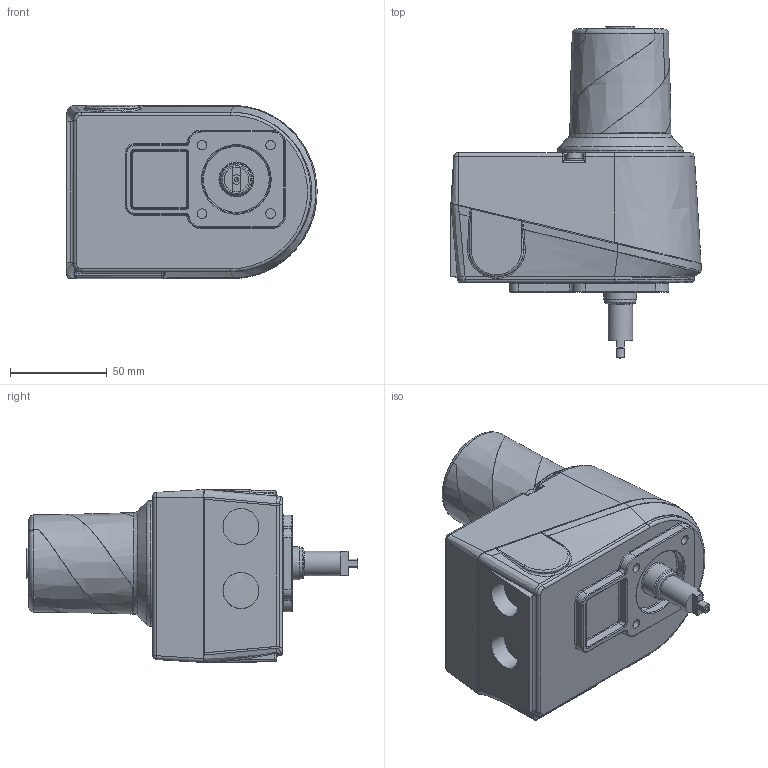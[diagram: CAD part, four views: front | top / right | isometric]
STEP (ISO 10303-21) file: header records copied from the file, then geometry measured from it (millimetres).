
FILE_DESCRIPTION(/* description */ (''),/* implementation_level */ '2;1');
FILE_NAME(/* name */ 'K7L-XXW.stp',/* time_stamp */ '2020-12-23T11:23:43-05:00',/* author */ ('sdehart'),/* organization */ (''),/* preprocessor_version */ 'ST-DEVELOPER v16.13',/* originating_system */ 'Autodesk Inventor 2018',/* authorisation */ '');
FILE_SCHEMA (('AUTOMOTIVE_DESIGN { 1 0 10303 214 3 1 1 }'));
Length unit declared in the file: inch
Products named in the file (3): K7L-XXW; BLACK BASE; BLACK LID
Assembly tree (2 placements, depth 2):
  K7L-XXW
    BLACK BASE
    BLACK LID
Bounding box: 129.19 x 171.46 x 89.4 mm (x, y, z)
Volume: 850490.3 mm3; surface area: 85891.8 mm2
Topology: 2 solids, 2 shells, 413 faces, 1008 edges, 617 vertices
Faces by surface type: plane 135, cylinder 133, bspline 87, torus 39, cone 16, sphere 3
Full cylindrical faces by diameter (mm): 2 x1, 4.2 x2, 4.459 x2, 4.917 x4, 5.2 x2, 8.3 x2, 9.25 x2, 12.425 x1, 12.7 x1, 15.1 x1, 15.4 x1, 16 x1, 17 x1, 18.631 x2, 35 x1, 64.75 x1
Entity records: 16152 total; most frequent: CARTESIAN_POINT 6323, DIRECTION 1930, ORIENTED_EDGE 1898, EDGE_CURVE 949, AXIS2_PLACEMENT_3D 765, VERTEX_POINT 599, EDGE_LOOP 474, FACE_OUTER_BOUND 412
